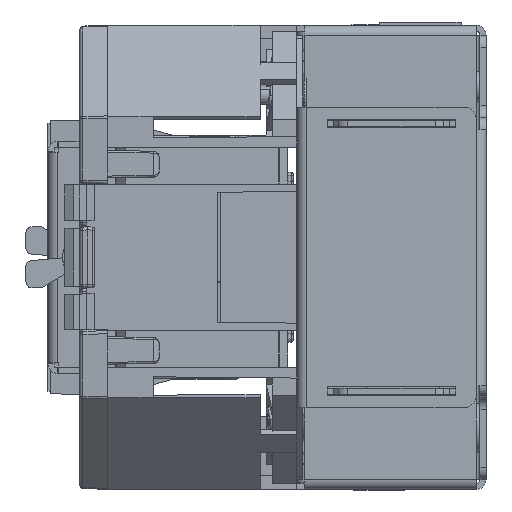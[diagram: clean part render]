
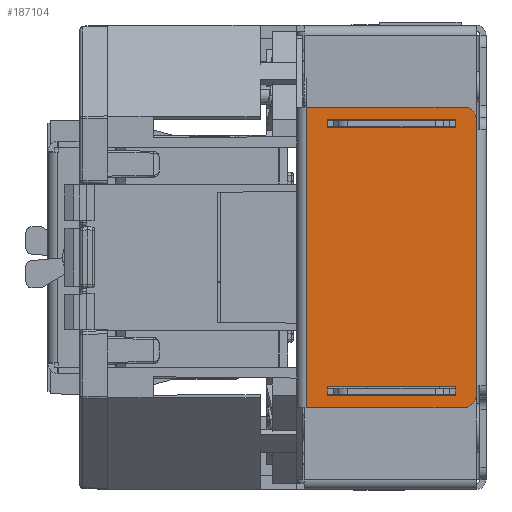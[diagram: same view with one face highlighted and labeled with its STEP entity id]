
A CAD part, left-side view. The second image highlights one B-rep face of the part: STEP entity #187104.
In plain terms, the highlighted face is planar.
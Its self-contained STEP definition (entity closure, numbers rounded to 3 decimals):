
#1252 = LINE ( 'NONE', #203658, #15276 ) ;
#5261 = VERTEX_POINT ( 'NONE', #112462 ) ;
#5669 = EDGE_CURVE ( 'NONE', #201571, #5261, #98931, .T. ) ;
#7276 = CARTESIAN_POINT ( 'NONE',  ( 137., 29.4, 38. ) ) ;
#11504 = CARTESIAN_POINT ( 'NONE',  ( 137., 1.6, 22.6 ) ) ;
#12291 = LINE ( 'NONE', #213604, #83675 ) ;
#12344 = EDGE_CURVE ( 'NONE', #19988, #63672, #28277, .T. ) ;
#12533 = LINE ( 'NONE', #179791, #50408 ) ;
#15276 = VECTOR ( 'NONE', #18844, 1000. ) ;
#17105 = VECTOR ( 'NONE', #55022, 1000. ) ;
#17337 = EDGE_LOOP ( 'NONE', ( #67484, #60542, #102159, #21218, #133126, #146651, #180297, #127847 ) ) ;
#18844 = DIRECTION ( 'NONE',  ( 0., 0., 1. ) ) ;
#19988 = VERTEX_POINT ( 'NONE', #216308 ) ;
#21218 = ORIENTED_EDGE ( 'NONE', *, *, #95750, .T. ) ;
#22130 = EDGE_CURVE ( 'NONE', #166476, #180106, #180455, .T. ) ;
#26690 = EDGE_CURVE ( 'NONE', #53447, #50670, #125091, .T. ) ;
#28277 = LINE ( 'NONE', #212021, #103311 ) ;
#28315 = VERTEX_POINT ( 'NONE', #69082 ) ;
#28856 = PLANE ( 'NONE',  #185471 ) ;
#34084 = LINE ( 'NONE', #115620, #212909 ) ;
#35583 = CARTESIAN_POINT ( 'NONE',  ( 137., 5., 21.2 ) ) ;
#36409 = CARTESIAN_POINT ( 'NONE',  ( 137., 3.6, 22.6 ) ) ;
#40218 = VECTOR ( 'NONE', #40283, 1000. ) ;
#40283 = DIRECTION ( 'NONE',  ( 0., 0., -1. ) ) ;
#40897 = ORIENTED_EDGE ( 'NONE', *, *, #22130, .T. ) ;
#42101 = FACE_OUTER_BOUND ( 'NONE', #17337, .T. ) ;
#42339 = EDGE_CURVE ( 'NONE', #71856, #76160, #34084, .T. ) ;
#45033 = CARTESIAN_POINT ( 'NONE',  ( 137., 26., 22.6 ) ) ;
#45904 = CARTESIAN_POINT ( 'NONE',  ( 137., 26., -22.6 ) ) ;
#45969 = EDGE_CURVE ( 'NONE', #5261, #204116, #12533, .T. ) ;
#47310 = CARTESIAN_POINT ( 'NONE',  ( 137., 3.6, -24.6 ) ) ;
#50408 = VECTOR ( 'NONE', #146838, 1000. ) ;
#50670 = VERTEX_POINT ( 'NONE', #165932 ) ;
#52615 = DIRECTION ( 'NONE',  ( 0., 0., 1. ) ) ;
#53197 = AXIS2_PLACEMENT_3D ( 'NONE', #36409, #154194, #169583 ) ;
#53447 = VERTEX_POINT ( 'NONE', #47310 ) ;
#54768 = CARTESIAN_POINT ( 'NONE',  ( 137., 1.6, 49.234 ) ) ;
#55022 = DIRECTION ( 'NONE',  ( 0., 0., -1. ) ) ;
#56622 = EDGE_CURVE ( 'NONE', #63672, #50670, #126144, .T. ) ;
#57163 = ORIENTED_EDGE ( 'NONE', *, *, #121302, .T. ) ;
#59521 = EDGE_LOOP ( 'NONE', ( #206133, #128847, #57163, #40897 ) ) ;
#60387 = AXIS2_PLACEMENT_3D ( 'NONE', #156590, #187398, #155514 ) ;
#60535 = DIRECTION ( 'NONE',  ( 0., 1., 0. ) ) ;
#60542 = ORIENTED_EDGE ( 'NONE', *, *, #137483, .T. ) ;
#62892 = DIRECTION ( 'NONE',  ( 0., 1., 0. ) ) ;
#63166 = VERTEX_POINT ( 'NONE', #168277 ) ;
#63672 = VERTEX_POINT ( 'NONE', #121101 ) ;
#65529 = DIRECTION ( 'NONE',  ( 0., 1., 0. ) ) ;
#67484 = ORIENTED_EDGE ( 'NONE', *, *, #12344, .F. ) ;
#69082 = CARTESIAN_POINT ( 'NONE',  ( 137., 1.6, -21. ) ) ;
#69549 = VECTOR ( 'NONE', #146119, 1000. ) ;
#71856 = VERTEX_POINT ( 'NONE', #11504 ) ;
#75492 = DIRECTION ( 'NONE',  ( 0., 0., -1. ) ) ;
#76160 = VERTEX_POINT ( 'NONE', #153750 ) ;
#77315 = DIRECTION ( 'NONE',  ( -1., 0., 0. ) ) ;
#77824 = DIRECTION ( 'NONE',  ( 0., 1., 0. ) ) ;
#78412 = CARTESIAN_POINT ( 'NONE',  ( 137., 0., 38. ) ) ;
#79226 = CARTESIAN_POINT ( 'NONE',  ( 137., 26., -21.2 ) ) ;
#79497 = FACE_BOUND ( 'NONE', #79966, .T. ) ;
#79966 = EDGE_LOOP ( 'NONE', ( #216412, #194414, #168070, #199489 ) ) ;
#82998 = VERTEX_POINT ( 'NONE', #140300 ) ;
#83240 = LINE ( 'NONE', #45904, #69549 ) ;
#83675 = VECTOR ( 'NONE', #62892, 1000. ) ;
#86138 = CARTESIAN_POINT ( 'NONE',  ( 137., 26., -21.2 ) ) ;
#87392 = EDGE_CURVE ( 'NONE', #207142, #53447, #155280, .T. ) ;
#94841 = CARTESIAN_POINT ( 'NONE',  ( 137., 26., -22.6 ) ) ;
#95750 = EDGE_CURVE ( 'NONE', #76160, #28315, #188842, .T. ) ;
#98931 = LINE ( 'NONE', #45033, #172054 ) ;
#100815 = VECTOR ( 'NONE', #65529, 1000. ) ;
#101830 = VERTEX_POINT ( 'NONE', #35583 ) ;
#102159 = ORIENTED_EDGE ( 'NONE', *, *, #42339, .T. ) ;
#103311 = VECTOR ( 'NONE', #77824, 1000. ) ;
#104902 = EDGE_CURVE ( 'NONE', #101830, #201571, #12291, .T. ) ;
#106534 = LINE ( 'NONE', #54768, #177200 ) ;
#111423 = FACE_BOUND ( 'NONE', #59521, .T. ) ;
#112204 = DIRECTION ( 'NONE',  ( 0., 0., 1. ) ) ;
#112462 = CARTESIAN_POINT ( 'NONE',  ( 137., 26., 22.6 ) ) ;
#115620 = CARTESIAN_POINT ( 'NONE',  ( 137., 1.6, 38. ) ) ;
#121101 = CARTESIAN_POINT ( 'NONE',  ( 137., 29.4, 24.6 ) ) ;
#121302 = EDGE_CURVE ( 'NONE', #63166, #166476, #1252, .T. ) ;
#123480 = VECTOR ( 'NONE', #75492, 1000. ) ;
#125091 = LINE ( 'NONE', #184339, #100815 ) ;
#126144 = LINE ( 'NONE', #7276, #40218 ) ;
#127847 = ORIENTED_EDGE ( 'NONE', *, *, #56622, .F. ) ;
#128847 = ORIENTED_EDGE ( 'NONE', *, *, #180447, .T. ) ;
#129389 = VECTOR ( 'NONE', #161972, 1000. ) ;
#132554 = EDGE_CURVE ( 'NONE', #204116, #101830, #205734, .T. ) ;
#133126 = ORIENTED_EDGE ( 'NONE', *, *, #194767, .F. ) ;
#137483 = EDGE_CURVE ( 'NONE', #19988, #71856, #190309, .T. ) ;
#140300 = CARTESIAN_POINT ( 'NONE',  ( 137., 26., -22.6 ) ) ;
#146119 = DIRECTION ( 'NONE',  ( 0., 0., -1. ) ) ;
#146651 = ORIENTED_EDGE ( 'NONE', *, *, #87392, .T. ) ;
#146838 = DIRECTION ( 'NONE',  ( 0., -1., 0. ) ) ;
#153750 = CARTESIAN_POINT ( 'NONE',  ( 137., 1.6, 21. ) ) ;
#154194 = DIRECTION ( 'NONE',  ( 1., 0., 0. ) ) ;
#154279 = CARTESIAN_POINT ( 'NONE',  ( 137., 26., 21.2 ) ) ;
#155170 = VECTOR ( 'NONE', #60535, 1000. ) ;
#155280 = CIRCLE ( 'NONE', #60387, 2. ) ;
#155514 = DIRECTION ( 'NONE',  ( 0., 0., 1. ) ) ;
#156590 = CARTESIAN_POINT ( 'NONE',  ( 137., 3.6, -22.6 ) ) ;
#161972 = DIRECTION ( 'NONE',  ( 0., -1., 0. ) ) ;
#164208 = DIRECTION ( 'NONE',  ( 0., 0., 1. ) ) ;
#165932 = CARTESIAN_POINT ( 'NONE',  ( 137., 29.4, -24.6 ) ) ;
#166476 = VERTEX_POINT ( 'NONE', #183463 ) ;
#168070 = ORIENTED_EDGE ( 'NONE', *, *, #5669, .F. ) ;
#168277 = CARTESIAN_POINT ( 'NONE',  ( 137., 5., -22.6 ) ) ;
#169583 = DIRECTION ( 'NONE',  ( 0., 0., 1. ) ) ;
#172054 = VECTOR ( 'NONE', #112204, 1000. ) ;
#172781 = CARTESIAN_POINT ( 'NONE',  ( 137., 5., 22.6 ) ) ;
#175062 = CARTESIAN_POINT ( 'NONE',  ( 137., 1.6, -22.6 ) ) ;
#177200 = VECTOR ( 'NONE', #52615, 1000. ) ;
#178128 = CARTESIAN_POINT ( 'NONE',  ( 137., 5., 22.6 ) ) ;
#179791 = CARTESIAN_POINT ( 'NONE',  ( 137., 26., 22.6 ) ) ;
#180106 = VERTEX_POINT ( 'NONE', #86138 ) ;
#180297 = ORIENTED_EDGE ( 'NONE', *, *, #26690, .T. ) ;
#180447 = EDGE_CURVE ( 'NONE', #82998, #63166, #195986, .T. ) ;
#180455 = LINE ( 'NONE', #79226, #155170 ) ;
#183463 = CARTESIAN_POINT ( 'NONE',  ( 137., 5., -21.2 ) ) ;
#184339 = CARTESIAN_POINT ( 'NONE',  ( 137., 0., -24.6 ) ) ;
#185471 = AXIS2_PLACEMENT_3D ( 'NONE', #78412, #77315, #164208 ) ;
#186870 = EDGE_CURVE ( 'NONE', #180106, #82998, #83240, .T. ) ;
#187104 = ADVANCED_FACE ( 'NONE', ( #42101, #79497, #111423 ), #28856, .F. ) ;
#187398 = DIRECTION ( 'NONE',  ( 1., 0., 0. ) ) ;
#188842 = LINE ( 'NONE', #205331, #123480 ) ;
#190309 = CIRCLE ( 'NONE', #53197, 2. ) ;
#194414 = ORIENTED_EDGE ( 'NONE', *, *, #45969, .F. ) ;
#194767 = EDGE_CURVE ( 'NONE', #207142, #28315, #106534, .T. ) ;
#195986 = LINE ( 'NONE', #94841, #129389 ) ;
#199489 = ORIENTED_EDGE ( 'NONE', *, *, #104902, .F. ) ;
#201571 = VERTEX_POINT ( 'NONE', #154279 ) ;
#203456 = DIRECTION ( 'NONE',  ( 0., 0., -1. ) ) ;
#203658 = CARTESIAN_POINT ( 'NONE',  ( 137., 5., -22.6 ) ) ;
#204116 = VERTEX_POINT ( 'NONE', #178128 ) ;
#205331 = CARTESIAN_POINT ( 'NONE',  ( 137., 1.6, 38. ) ) ;
#205734 = LINE ( 'NONE', #172781, #17105 ) ;
#206133 = ORIENTED_EDGE ( 'NONE', *, *, #186870, .T. ) ;
#207142 = VERTEX_POINT ( 'NONE', #175062 ) ;
#212021 = CARTESIAN_POINT ( 'NONE',  ( 137., 0., 24.6 ) ) ;
#212909 = VECTOR ( 'NONE', #203456, 1000. ) ;
#213604 = CARTESIAN_POINT ( 'NONE',  ( 137., 26., 21.2 ) ) ;
#216308 = CARTESIAN_POINT ( 'NONE',  ( 137., 3.6, 24.6 ) ) ;
#216412 = ORIENTED_EDGE ( 'NONE', *, *, #132554, .F. ) ;
